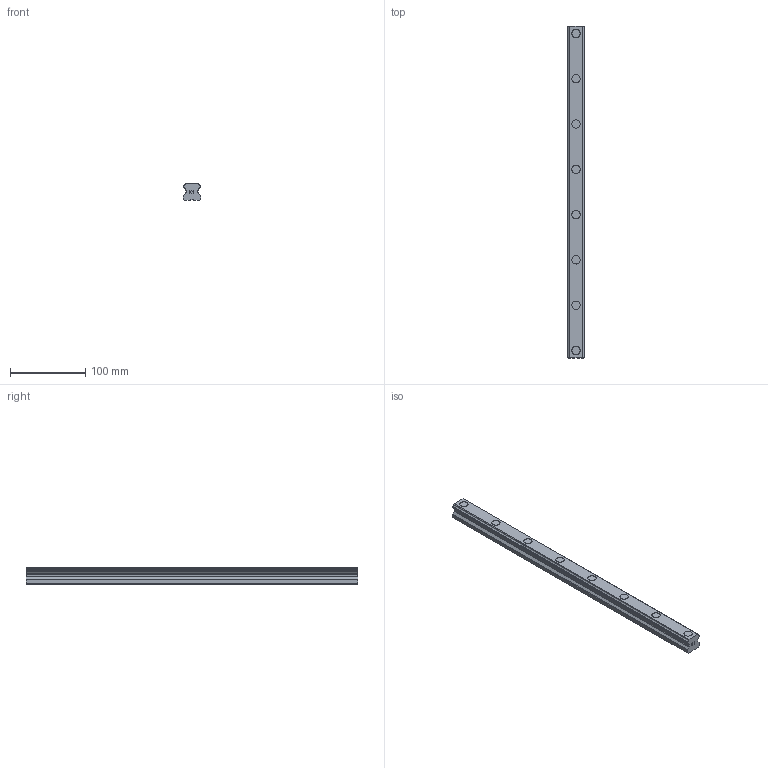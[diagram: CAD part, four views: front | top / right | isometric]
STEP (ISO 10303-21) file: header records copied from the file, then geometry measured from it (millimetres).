
FILE_DESCRIPTION(('STEP AP214'),'1');
FILE_NAME('cctmp_82063683-B11A-4AC8-8502-ED473C9A63F5_2020_5_28_9_4_43_75..stp','2020-05-28T07:04:43',('HIWIN GmbH'),('CADClick - www.CADClick.com'),'Spatial InterOp 3D',' ','unknown authorization');
FILE_SCHEMA(('AUTOMOTIVE_DESIGN'));
Length unit declared in the file: millimetre
Products named in the file (1): HGR25R440H_FILE
Bounding box: 23 x 440 x 22 mm (x, y, z)
Volume: 182085.6 mm3; surface area: 46391 mm2
Topology: 1 solids, 1 shells, 207 faces, 555 edges, 370 vertices
Faces by surface type: plane 137, cylinder 70
Entity records: 8213 total; most frequent: DIRECTION 1175, CARTESIAN_POINT 1133, ORIENTED_EDGE 1110, EDGE_CURVE 555, AXIS2_PLACEMENT_3D 412, VERTEX_POINT 370, LINE 351, VECTOR 351
